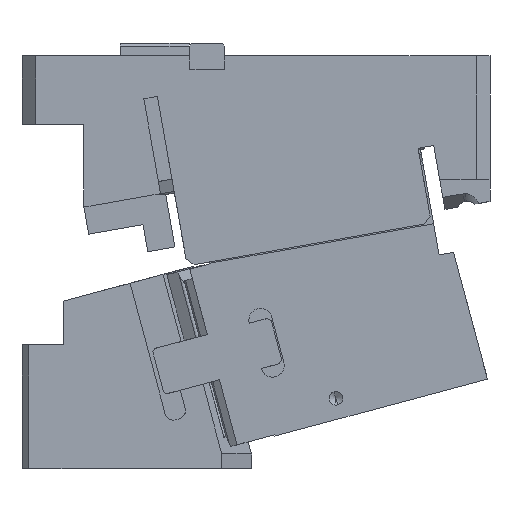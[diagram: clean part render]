
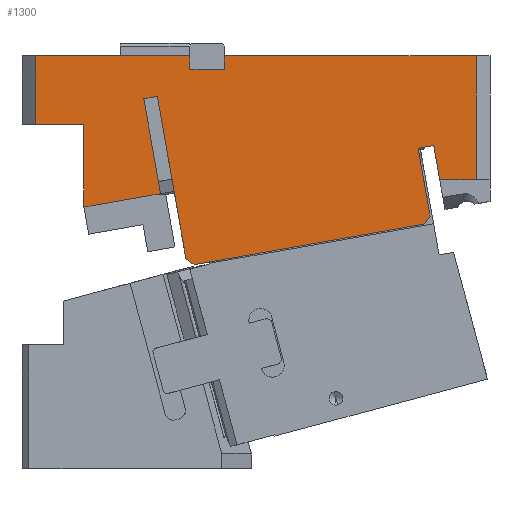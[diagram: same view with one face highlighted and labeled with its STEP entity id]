
A CAD part, front view. The second image highlights one B-rep face of the part: STEP entity #1300.
In plain terms, the highlighted planar face has unit normal (0, -1, 0).
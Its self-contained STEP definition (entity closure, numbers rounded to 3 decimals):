
#747=CARTESIAN_POINT('Vertex',(-140.764,-75.,198.693)) ;
#780=CARTESIAN_POINT('Vertex',(-134.363,-75.,199.821)) ;
#783=CARTESIAN_POINT('Line Origine',(-137.564,-75.,199.257)) ;
#846=CARTESIAN_POINT('Vertex',(57.182,-75.,233.596)) ;
#849=CARTESIAN_POINT('Line Origine',(54.966,-75.,233.205)) ;
#853=CARTESIAN_POINT('Vertex',(52.75,-75.,232.815)) ;
#885=CARTESIAN_POINT('Vertex',(57.187,-75.,233.569)) ;
#888=CARTESIAN_POINT('Line Origine',(57.184,-75.,233.583)) ;
#1124=CARTESIAN_POINT('Vertex',(64.08,-75.,234.785)) ;
#1127=CARTESIAN_POINT('Line Origine',(60.633,-75.,234.177)) ;
#1141=CARTESIAN_POINT('Axis2P3D Location',(-235.,-75.,250.)) ;
#1146=CARTESIAN_POINT('Line Origine',(-126.247,-75.,211.379)) ;
#1150=CARTESIAN_POINT('Vertex',(-115.828,-75.,152.291)) ;
#1152=CARTESIAN_POINT('Vertex',(-136.666,-75.,270.468)) ;
#1155=CARTESIAN_POINT('Line Origine',(-112.932,-75.,150.263)) ;
#1159=CARTESIAN_POINT('Vertex',(-110.036,-75.,148.235)) ;
#1162=CARTESIAN_POINT('Line Origine',(-26.327,-75.,162.995)) ;
#1166=CARTESIAN_POINT('Vertex',(57.382,-75.,177.755)) ;
#1169=CARTESIAN_POINT('Line Origine',(59.41,-75.,180.652)) ;
#1173=CARTESIAN_POINT('Vertex',(61.437,-75.,183.548)) ;
#1176=CARTESIAN_POINT('Line Origine',(57.094,-75.,208.181)) ;
#1181=CARTESIAN_POINT('Line Origine',(66.265,-75.,222.393)) ;
#1185=CARTESIAN_POINT('Vertex',(68.451,-75.,210.)) ;
#1188=CARTESIAN_POINT('Line Origine',(81.725,-75.,210.)) ;
#1192=CARTESIAN_POINT('Vertex',(95.,-75.,210.)) ;
#1195=CARTESIAN_POINT('Line Origine',(95.,-75.,255.)) ;
#1199=CARTESIAN_POINT('Vertex',(95.,-75.,300.)) ;
#1202=CARTESIAN_POINT('Line Origine',(3.5,-75.,300.)) ;
#1206=CARTESIAN_POINT('Vertex',(-88.,-75.,300.)) ;
#1209=CARTESIAN_POINT('Line Origine',(-88.,-75.,295.)) ;
#1213=CARTESIAN_POINT('Vertex',(-88.,-75.,290.)) ;
#1216=CARTESIAN_POINT('Line Origine',(-100.5,-75.,290.)) ;
#1220=CARTESIAN_POINT('Vertex',(-113.,-75.,290.)) ;
#1223=CARTESIAN_POINT('Line Origine',(-113.,-75.,295.)) ;
#1227=CARTESIAN_POINT('Vertex',(-113.,-75.,300.)) ;
#1230=CARTESIAN_POINT('Line Origine',(-169.,-75.,300.)) ;
#1234=CARTESIAN_POINT('Vertex',(-225.,-75.,300.)) ;
#1237=CARTESIAN_POINT('Line Origine',(-225.,-75.,275.)) ;
#1241=CARTESIAN_POINT('Vertex',(-225.,-75.,250.)) ;
#1244=CARTESIAN_POINT('Line Origine',(-207.5,-75.,250.)) ;
#1248=CARTESIAN_POINT('Vertex',(-190.,-75.,250.)) ;
#1251=CARTESIAN_POINT('Line Origine',(-190.,-75.,220.006)) ;
#1255=CARTESIAN_POINT('Vertex',(-190.,-75.,190.011)) ;
#1258=CARTESIAN_POINT('Line Origine',(-165.382,-75.,194.352)) ;
#1263=CARTESIAN_POINT('Line Origine',(-140.438,-75.,234.276)) ;
#1267=CARTESIAN_POINT('Vertex',(-146.514,-75.,268.731)) ;
#1270=CARTESIAN_POINT('Line Origine',(-141.59,-75.,269.6)) ;
#784=DIRECTION('Vector Direction',(0.985,0.,0.174)) ;
#850=DIRECTION('Vector Direction',(0.985,0.,0.174)) ;
#889=DIRECTION('Vector Direction',(-0.174,0.,0.985)) ;
#1128=DIRECTION('Vector Direction',(0.985,0.,0.174)) ;
#1142=DIRECTION('Axis2P3D Direction',(0.,1.,0.)) ;
#1143=DIRECTION('Axis2P3D XDirection',(-1.,0.,0.)) ;
#1147=DIRECTION('Vector Direction',(-0.174,0.,0.985)) ;
#1156=DIRECTION('Vector Direction',(0.819,0.,-0.574)) ;
#1163=DIRECTION('Vector Direction',(0.985,0.,0.174)) ;
#1170=DIRECTION('Vector Direction',(0.574,0.,0.819)) ;
#1177=DIRECTION('Vector Direction',(-0.174,0.,0.985)) ;
#1182=DIRECTION('Vector Direction',(0.174,0.,-0.985)) ;
#1189=DIRECTION('Vector Direction',(1.,0.,0.)) ;
#1196=DIRECTION('Vector Direction',(0.,0.,1.)) ;
#1203=DIRECTION('Vector Direction',(-1.,0.,0.)) ;
#1210=DIRECTION('Vector Direction',(0.,0.,1.)) ;
#1217=DIRECTION('Vector Direction',(1.,0.,0.)) ;
#1224=DIRECTION('Vector Direction',(0.,0.,1.)) ;
#1231=DIRECTION('Vector Direction',(-1.,0.,0.)) ;
#1238=DIRECTION('Vector Direction',(0.,0.,-1.)) ;
#1245=DIRECTION('Vector Direction',(1.,0.,0.)) ;
#1252=DIRECTION('Vector Direction',(0.,0.,-1.)) ;
#1259=DIRECTION('Vector Direction',(0.985,0.,0.174)) ;
#1264=DIRECTION('Vector Direction',(-0.174,0.,0.985)) ;
#1271=DIRECTION('Vector Direction',(0.985,0.,0.174)) ;
#1144=AXIS2_PLACEMENT_3D('Plane Axis2P3D',#1141,#1142,#1143) ;
#1276=ORIENTED_EDGE('',*,*,#1154,.F.) ;
#1277=ORIENTED_EDGE('',*,*,#1161,.T.) ;
#1278=ORIENTED_EDGE('',*,*,#1168,.T.) ;
#1279=ORIENTED_EDGE('',*,*,#1175,.T.) ;
#1280=ORIENTED_EDGE('',*,*,#1180,.T.) ;
#1281=ORIENTED_EDGE('',*,*,#855,.T.) ;
#1282=ORIENTED_EDGE('',*,*,#892,.F.) ;
#1283=ORIENTED_EDGE('',*,*,#1131,.T.) ;
#1284=ORIENTED_EDGE('',*,*,#1187,.T.) ;
#1285=ORIENTED_EDGE('',*,*,#1194,.T.) ;
#1286=ORIENTED_EDGE('',*,*,#1201,.T.) ;
#1287=ORIENTED_EDGE('',*,*,#1208,.T.) ;
#1288=ORIENTED_EDGE('',*,*,#1215,.F.) ;
#1289=ORIENTED_EDGE('',*,*,#1222,.F.) ;
#1290=ORIENTED_EDGE('',*,*,#1229,.T.) ;
#1291=ORIENTED_EDGE('',*,*,#1236,.T.) ;
#1292=ORIENTED_EDGE('',*,*,#1243,.T.) ;
#1293=ORIENTED_EDGE('',*,*,#1250,.T.) ;
#1294=ORIENTED_EDGE('',*,*,#1257,.T.) ;
#1295=ORIENTED_EDGE('',*,*,#1262,.F.) ;
#1296=ORIENTED_EDGE('',*,*,#787,.T.) ;
#1297=ORIENTED_EDGE('',*,*,#1269,.T.) ;
#1298=ORIENTED_EDGE('',*,*,#1274,.T.) ;
#785=VECTOR('Line Direction',#784,1.) ;
#851=VECTOR('Line Direction',#850,1.) ;
#890=VECTOR('Line Direction',#889,1.) ;
#1129=VECTOR('Line Direction',#1128,1.) ;
#1148=VECTOR('Line Direction',#1147,1.) ;
#1157=VECTOR('Line Direction',#1156,1.) ;
#1164=VECTOR('Line Direction',#1163,1.) ;
#1171=VECTOR('Line Direction',#1170,1.) ;
#1178=VECTOR('Line Direction',#1177,1.) ;
#1183=VECTOR('Line Direction',#1182,1.) ;
#1190=VECTOR('Line Direction',#1189,1.) ;
#1197=VECTOR('Line Direction',#1196,1.) ;
#1204=VECTOR('Line Direction',#1203,1.) ;
#1211=VECTOR('Line Direction',#1210,1.) ;
#1218=VECTOR('Line Direction',#1217,1.) ;
#1225=VECTOR('Line Direction',#1224,1.) ;
#1232=VECTOR('Line Direction',#1231,1.) ;
#1239=VECTOR('Line Direction',#1238,1.) ;
#1246=VECTOR('Line Direction',#1245,1.) ;
#1253=VECTOR('Line Direction',#1252,1.) ;
#1260=VECTOR('Line Direction',#1259,1.) ;
#1265=VECTOR('Line Direction',#1264,1.) ;
#1272=VECTOR('Line Direction',#1271,1.) ;
#1300=ADVANCED_FACE('CAM HOLDER',(#1299),#1145,.F.) ;
#787=EDGE_CURVE('',#748,#781,#786,.T.) ;
#855=EDGE_CURVE('',#854,#847,#852,.T.) ;
#892=EDGE_CURVE('',#886,#847,#891,.T.) ;
#1131=EDGE_CURVE('',#886,#1125,#1130,.T.) ;
#1154=EDGE_CURVE('',#1151,#1153,#1149,.T.) ;
#1161=EDGE_CURVE('',#1151,#1160,#1158,.T.) ;
#1168=EDGE_CURVE('',#1160,#1167,#1165,.T.) ;
#1175=EDGE_CURVE('',#1167,#1174,#1172,.T.) ;
#1180=EDGE_CURVE('',#1174,#854,#1179,.T.) ;
#1187=EDGE_CURVE('',#1125,#1186,#1184,.T.) ;
#1194=EDGE_CURVE('',#1186,#1193,#1191,.T.) ;
#1201=EDGE_CURVE('',#1193,#1200,#1198,.T.) ;
#1208=EDGE_CURVE('',#1200,#1207,#1205,.T.) ;
#1215=EDGE_CURVE('',#1214,#1207,#1212,.T.) ;
#1222=EDGE_CURVE('',#1221,#1214,#1219,.T.) ;
#1229=EDGE_CURVE('',#1221,#1228,#1226,.T.) ;
#1236=EDGE_CURVE('',#1228,#1235,#1233,.T.) ;
#1243=EDGE_CURVE('',#1235,#1242,#1240,.T.) ;
#1250=EDGE_CURVE('',#1242,#1249,#1247,.T.) ;
#1257=EDGE_CURVE('',#1249,#1256,#1254,.T.) ;
#1262=EDGE_CURVE('',#748,#1256,#1261,.F.) ;
#1269=EDGE_CURVE('',#781,#1268,#1266,.T.) ;
#1274=EDGE_CURVE('',#1268,#1153,#1273,.T.) ;
#1275=EDGE_LOOP('',(#1276,#1277,#1278,#1279,#1280,#1281,#1282,#1283,#1284,#1285,#1286,#1287,#1288,#1289,#1290,#1291,#1292,#1293,#1294,#1295,#1296,#1297,#1298)) ;
#1299=FACE_OUTER_BOUND('',#1275,.T.) ;
#786=LINE('Line',#783,#785) ;
#852=LINE('Line',#849,#851) ;
#891=LINE('Line',#888,#890) ;
#1130=LINE('Line',#1127,#1129) ;
#1149=LINE('Line',#1146,#1148) ;
#1158=LINE('Line',#1155,#1157) ;
#1165=LINE('Line',#1162,#1164) ;
#1172=LINE('Line',#1169,#1171) ;
#1179=LINE('Line',#1176,#1178) ;
#1184=LINE('Line',#1181,#1183) ;
#1191=LINE('Line',#1188,#1190) ;
#1198=LINE('Line',#1195,#1197) ;
#1205=LINE('Line',#1202,#1204) ;
#1212=LINE('Line',#1209,#1211) ;
#1219=LINE('Line',#1216,#1218) ;
#1226=LINE('Line',#1223,#1225) ;
#1233=LINE('Line',#1230,#1232) ;
#1240=LINE('Line',#1237,#1239) ;
#1247=LINE('Line',#1244,#1246) ;
#1254=LINE('Line',#1251,#1253) ;
#1261=LINE('Line',#1258,#1260) ;
#1266=LINE('Line',#1263,#1265) ;
#1273=LINE('Line',#1270,#1272) ;
#1145=PLANE('Plane',#1144) ;
#748=VERTEX_POINT('',#747) ;
#781=VERTEX_POINT('',#780) ;
#847=VERTEX_POINT('',#846) ;
#854=VERTEX_POINT('',#853) ;
#886=VERTEX_POINT('',#885) ;
#1125=VERTEX_POINT('',#1124) ;
#1151=VERTEX_POINT('',#1150) ;
#1153=VERTEX_POINT('',#1152) ;
#1160=VERTEX_POINT('',#1159) ;
#1167=VERTEX_POINT('',#1166) ;
#1174=VERTEX_POINT('',#1173) ;
#1186=VERTEX_POINT('',#1185) ;
#1193=VERTEX_POINT('',#1192) ;
#1200=VERTEX_POINT('',#1199) ;
#1207=VERTEX_POINT('',#1206) ;
#1214=VERTEX_POINT('',#1213) ;
#1221=VERTEX_POINT('',#1220) ;
#1228=VERTEX_POINT('',#1227) ;
#1235=VERTEX_POINT('',#1234) ;
#1242=VERTEX_POINT('',#1241) ;
#1249=VERTEX_POINT('',#1248) ;
#1256=VERTEX_POINT('',#1255) ;
#1268=VERTEX_POINT('',#1267) ;
